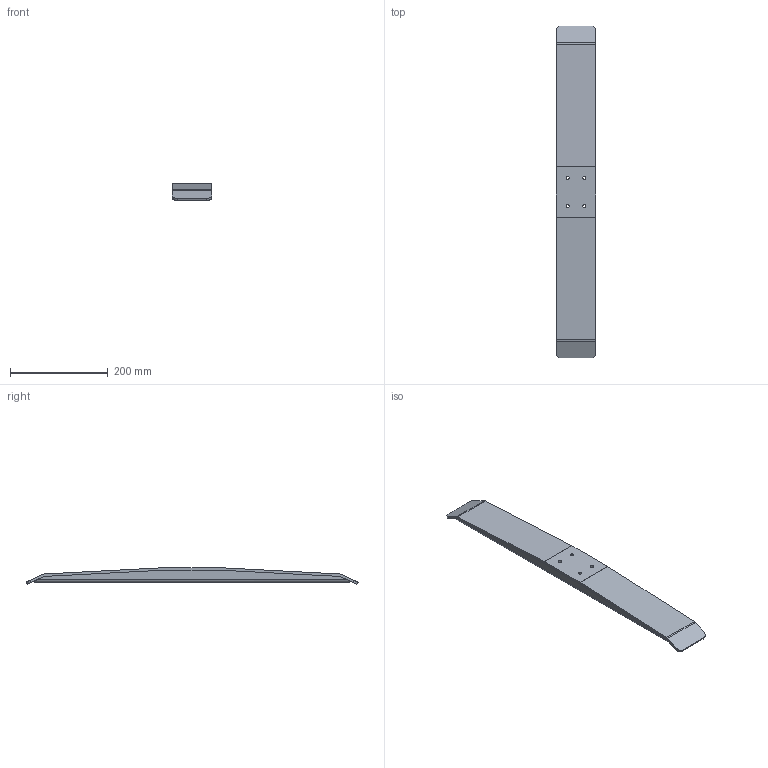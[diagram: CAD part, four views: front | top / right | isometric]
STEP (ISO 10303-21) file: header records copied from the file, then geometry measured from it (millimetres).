
FILE_DESCRIPTION((''),'2;1');
FILE_NAME('JC35TS-0639','2021-01-06T16:27:23',('sa'),('捷昌驱动'),'CREO PARAMETRIC BY PTC INC, 2018100','CREO PARAMETRIC BY PTC INC, 2018100','');
FILE_SCHEMA(('CONFIG_CONTROL_DESIGN'));
Length unit declared in the file: millimetre
Products named in the file (1): JC35TS-0639
Bounding box: 80 x 680 x 34.53 mm (x, y, z)
Volume: 429107.1 mm3; surface area: 234693.8 mm2
Topology: 1 solids, 1 shells, 82 faces, 226 edges, 148 vertices
Faces by surface type: cylinder 40, plane 34, cone 8
Entity records: 2714 total; most frequent: CARTESIAN_POINT 512, DIRECTION 454, ORIENTED_EDGE 452, EDGE_CURVE 226, AXIS2_PLACEMENT_3D 160, VERTEX_POINT 148, VECTOR 134, LINE 134
